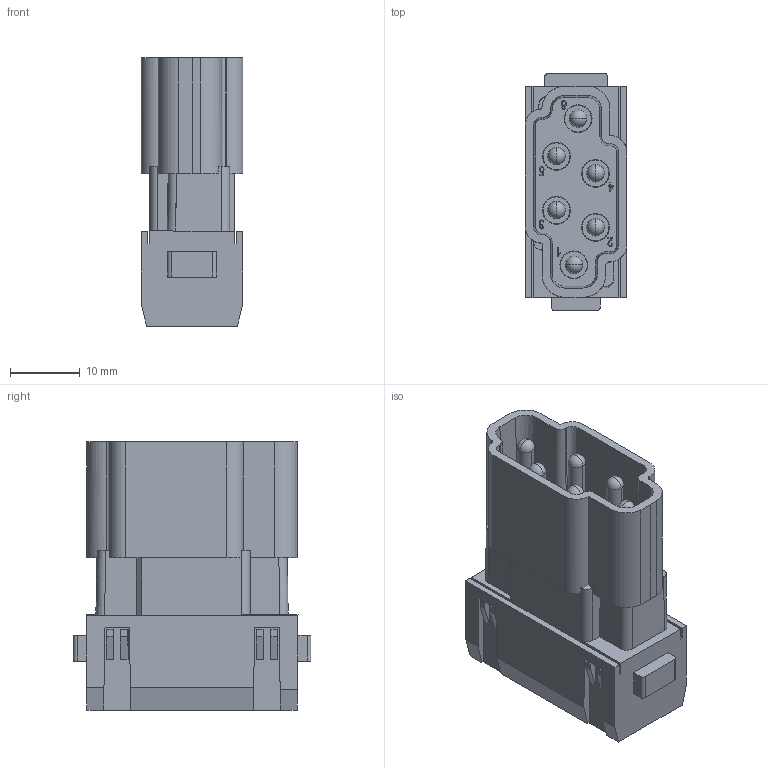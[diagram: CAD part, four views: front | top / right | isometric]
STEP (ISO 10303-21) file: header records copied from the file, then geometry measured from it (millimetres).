
FILE_DESCRIPTION(('HOOPS Exchange Step'),'2;1');
FILE_NAME('export-30CC17F3-4068-4006-90E1-A65FCC9BAD43.stp','2022-10-06T08:47:29+02:00',('Gebruiker'),('Alibre'),'HOOPS Exchange 2021.0','Alibre','Unknown authorisation');
FILE_SCHEMA( ('AP242_MANAGED_MODEL_BASED_3D_ENGINEERING_MIM_LF {1 0 10303 442 1 1 4 }') );
Length unit declared in the file: millimetre
Products named in the file (2): 6071-1 Contact insert module - HC-M-06-PT-M - 1424225; 6071 Contact insert module - HC-M-06-PT-M - 1424225
Assembly tree (1 placements, depth 2):
  6071 Contact insert module - HC-M-06-PT-M - 1424225
    6071-1 Contact insert module - HC-M-06-PT-M - 1424225
Bounding box: 14.6 x 34.16 x 38.55 mm (x, y, z)
Volume: 9670.4 mm3; surface area: 7503.8 mm2
Topology: 1 solids, 1 shells, 864 faces, 2485 edges, 1648 vertices
Faces by surface type: plane 743, cone 68, cylinder 41, sphere 12
Entity records: 27842 total; most frequent: CARTESIAN_POINT 5529, ORIENTED_EDGE 4946, DIRECTION 4155, EDGE_CURVE 2473, VECTOR 2097, LINE 2097, VERTEX_POINT 1648, AXIS2_PLACEMENT_3D 1029
